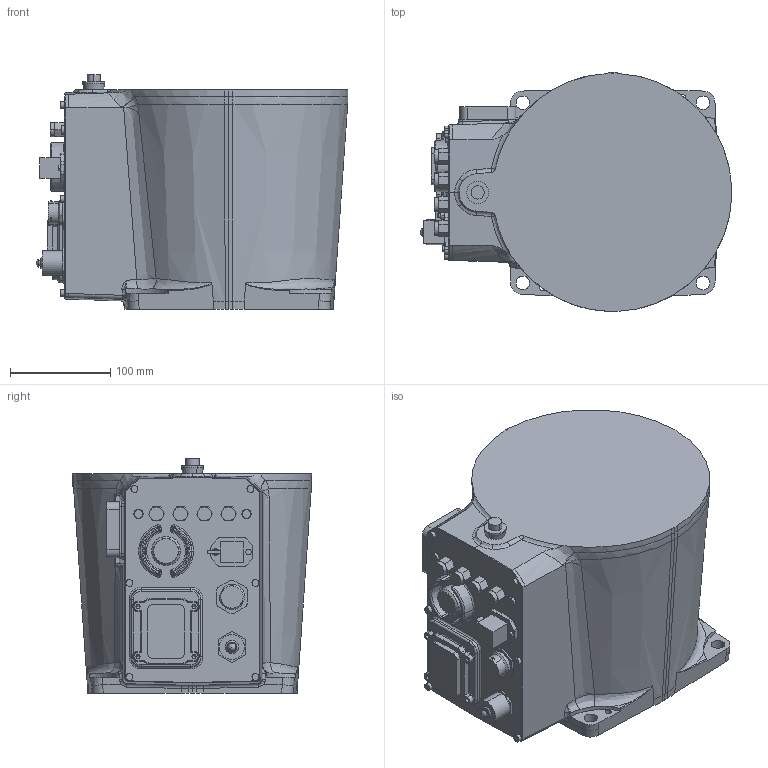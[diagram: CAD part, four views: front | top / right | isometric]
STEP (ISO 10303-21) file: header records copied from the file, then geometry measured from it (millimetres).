
FILE_DESCRIPTION (( 'STEP AP214' ), '1' );
FILE_NAME ('IRB1200H_7-705-90_IRC5_Base_Standard_rev0.step', '2022-01-17T08:44:23', ( '' ), ( '' ), 'SwSTEP 2.0', 'SolidWorks 2020', '' );
FILE_SCHEMA (( 'AUTOMOTIVE_DESIGN' ));
Length unit declared in the file: millimetre
Products named in the file (1): IRB1200H_7-705-90_IRC5_Base_Standard_rev0
Bounding box: 311.72 x 239.07 x 234 mm (x, y, z)
Volume: 10646036.1 mm3; surface area: 313527.1 mm2
Topology: 1 solids, 3 shells, 736 faces, 1806 edges, 1097 vertices
Faces by surface type: plane 211, cylinder 205, bspline 136, cone 119, torus 50, sphere 15
Entity records: 33509 total; most frequent: CARTESIAN_POINT 17511, ORIENTED_EDGE 3570, DIRECTION 3046, EDGE_CURVE 1785, AXIS2_PLACEMENT_3D 1218, VERTEX_POINT 1095, EDGE_LOOP 794, FACE_OUTER_BOUND 736
